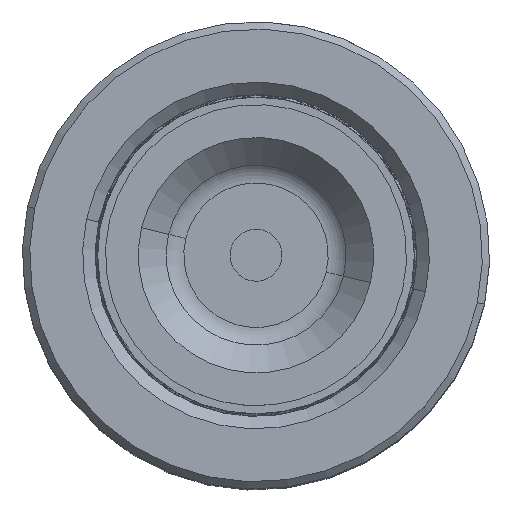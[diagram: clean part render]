
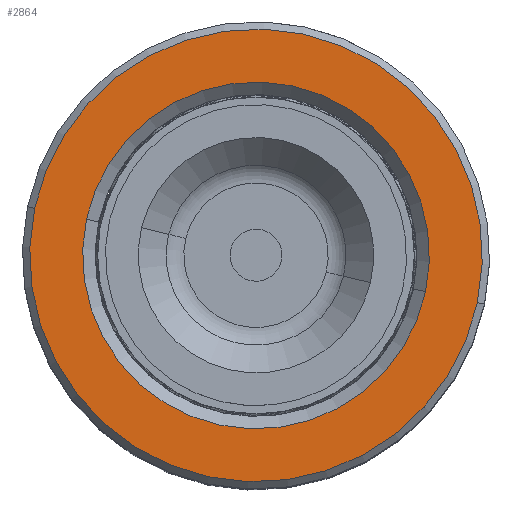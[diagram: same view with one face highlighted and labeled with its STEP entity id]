
A CAD part, top view. The second image highlights one B-rep face of the part: STEP entity #2864.
In plain terms, the highlighted planar face has unit normal (0, 0, 1).
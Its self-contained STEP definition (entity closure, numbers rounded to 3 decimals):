
#358 = PLANE ( 'NONE',  #49016 ) ;
#2149 = CIRCLE ( 'NONE', #38279, 21.8 ) ;
#2864 = ADVANCED_FACE ( 'NONE', ( #39599, #53773 ), #358, .T. ) ;
#2891 = EDGE_LOOP ( 'NONE', ( #25477, #44704 ) ) ;
#6347 = CARTESIAN_POINT ( 'NONE',  ( 0., 0., 60. ) ) ;
#7151 = EDGE_CURVE ( 'NONE', #34011, #47661, #33371, .T. ) ;
#11349 = EDGE_CURVE ( 'NONE', #47661, #34011, #2149, .T. ) ;
#11608 = DIRECTION ( 'NONE',  ( 1., 0., 0. ) ) ;
#15696 = CARTESIAN_POINT ( 'NONE',  ( -16.7, 0., 60. ) ) ;
#18257 = VERTEX_POINT ( 'NONE', #22472 ) ;
#18285 = AXIS2_PLACEMENT_3D ( 'NONE', #28943, #20064, #54977 ) ;
#19668 = VERTEX_POINT ( 'NONE', #15696 ) ;
#20064 = DIRECTION ( 'NONE',  ( 0., 0., -1. ) ) ;
#22472 = CARTESIAN_POINT ( 'NONE',  ( 16.7, 0., 60. ) ) ;
#23077 = ORIENTED_EDGE ( 'NONE', *, *, #7151, .T. ) ;
#23104 = CARTESIAN_POINT ( 'NONE',  ( 21.8, 0., 60. ) ) ;
#23125 = DIRECTION ( 'NONE',  ( 0., 0., 1. ) ) ;
#25477 = ORIENTED_EDGE ( 'NONE', *, *, #44356, .T. ) ;
#26605 = EDGE_CURVE ( 'NONE', #19668, #18257, #27898, .T. ) ;
#26803 = CARTESIAN_POINT ( 'NONE',  ( 0., 0., 60. ) ) ;
#27174 = DIRECTION ( 'NONE',  ( 1., 0., 0. ) ) ;
#27898 = CIRCLE ( 'NONE', #18285, 16.7 ) ;
#28943 = CARTESIAN_POINT ( 'NONE',  ( 0., 0., 60. ) ) ;
#33371 = CIRCLE ( 'NONE', #37139, 21.8 ) ;
#34011 = VERTEX_POINT ( 'NONE', #41607 ) ;
#35833 = AXIS2_PLACEMENT_3D ( 'NONE', #26803, #36204, #53191 ) ;
#36016 = DIRECTION ( 'NONE',  ( 0., 0., 1. ) ) ;
#36037 = CARTESIAN_POINT ( 'NONE',  ( 0., 0., 60. ) ) ;
#36204 = DIRECTION ( 'NONE',  ( 0., 0., -1. ) ) ;
#37139 = AXIS2_PLACEMENT_3D ( 'NONE', #49148, #23125, #11608 ) ;
#38279 = AXIS2_PLACEMENT_3D ( 'NONE', #6347, #36016, #49390 ) ;
#39599 = FACE_OUTER_BOUND ( 'NONE', #53463, .T. ) ;
#41607 = CARTESIAN_POINT ( 'NONE',  ( -21.8, 0., 60. ) ) ;
#44005 = CIRCLE ( 'NONE', #35833, 16.7 ) ;
#44356 = EDGE_CURVE ( 'NONE', #18257, #19668, #44005, .T. ) ;
#44704 = ORIENTED_EDGE ( 'NONE', *, *, #26605, .T. ) ;
#47350 = ORIENTED_EDGE ( 'NONE', *, *, #11349, .T. ) ;
#47661 = VERTEX_POINT ( 'NONE', #23104 ) ;
#49016 = AXIS2_PLACEMENT_3D ( 'NONE', #36037, #53199, #27174 ) ;
#49148 = CARTESIAN_POINT ( 'NONE',  ( 0., 0., 60. ) ) ;
#49390 = DIRECTION ( 'NONE',  ( 1., 0., 0. ) ) ;
#53191 = DIRECTION ( 'NONE',  ( 1., 0., 0. ) ) ;
#53199 = DIRECTION ( 'NONE',  ( 0., 0., 1. ) ) ;
#53463 = EDGE_LOOP ( 'NONE', ( #23077, #47350 ) ) ;
#53773 = FACE_BOUND ( 'NONE', #2891, .T. ) ;
#54977 = DIRECTION ( 'NONE',  ( 1., 0., 0. ) ) ;
